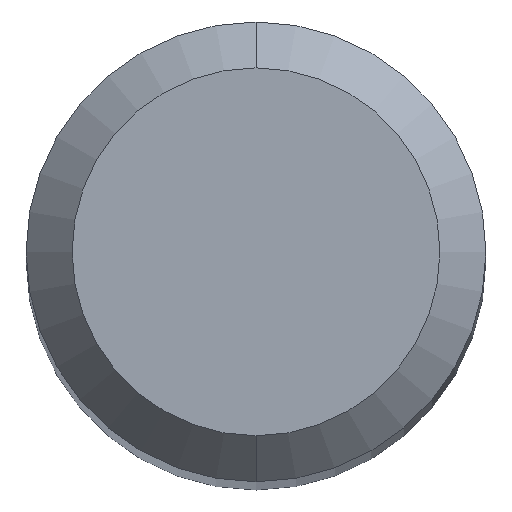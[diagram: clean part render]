
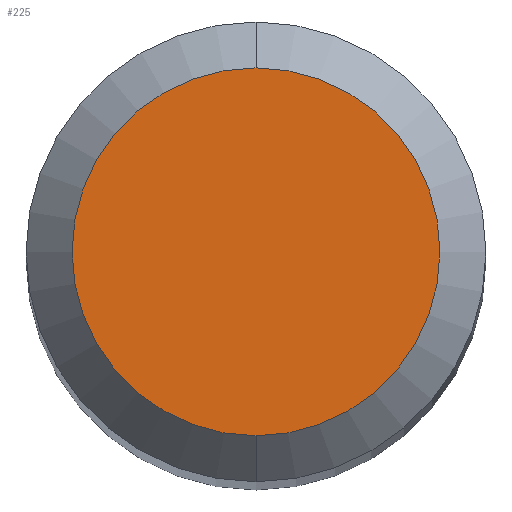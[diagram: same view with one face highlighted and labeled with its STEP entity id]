
A CAD part, top view. The second image highlights one B-rep face of the part: STEP entity #225.
In plain terms, the highlighted planar face has unit normal (0, 0, 1).
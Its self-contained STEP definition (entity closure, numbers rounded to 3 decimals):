
#225=ADVANCED_FACE('',(#521),#522,.T.);
#291=VERTEX_POINT('',#595);
#329=VERTEX_POINT('',#635);
#347=EDGE_CURVE('',#329,#291,#657,.T.);
#375=EDGE_CURVE('',#291,#329,#689,.T.);
#521=FACE_OUTER_BOUND('',#956,.T.);
#522=PLANE('',#957);
#595=CARTESIAN_POINT('',(0.0,1.2,29.974));
#635=CARTESIAN_POINT('',(0.,-1.2,29.974));
#657=CIRCLE('',#1260,1.2);
#689=CIRCLE('',#1334,1.2);
#956=EDGE_LOOP('',(#1492,#1493));
#957=AXIS2_PLACEMENT_3D('',#1494,#1495,#1496);
#1260=AXIS2_PLACEMENT_3D('',#1654,#1655,#1656);
#1334=AXIS2_PLACEMENT_3D('',#1690,#1691,#1692);
#1492=ORIENTED_EDGE('',*,*,#375,.F.);
#1493=ORIENTED_EDGE('',*,*,#347,.F.);
#1494=CARTESIAN_POINT('',(0.0,0.6,29.974));
#1495=DIRECTION('',(-0.0,0.0,1.0));
#1496=DIRECTION('',(0.0,-1.0,0.0));
#1654=CARTESIAN_POINT('',(0.0,0.0,29.974));
#1655=DIRECTION('',(0.0,0.0,-1.0));
#1656=DIRECTION('',(0.0,1.0,0.0));
#1690=CARTESIAN_POINT('',(0.0,0.0,29.974));
#1691=DIRECTION('',(0.0,0.0,-1.0));
#1692=DIRECTION('',(0.0,1.0,0.0));
